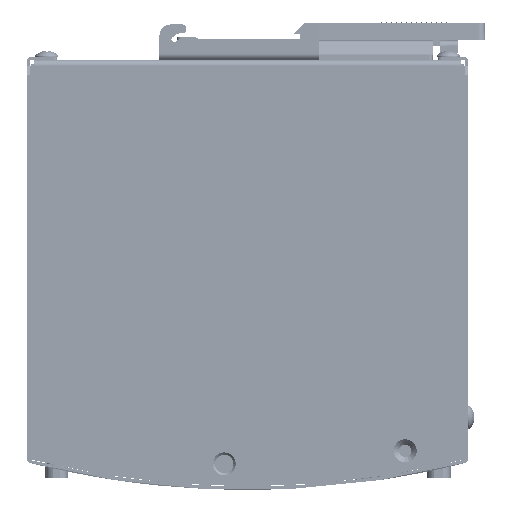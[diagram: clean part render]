
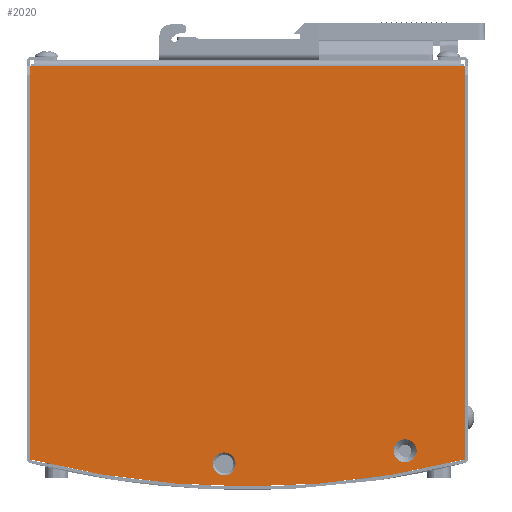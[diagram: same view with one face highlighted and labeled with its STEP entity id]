
A CAD part, left-side view. The second image highlights one B-rep face of the part: STEP entity #2020.
In plain terms, the highlighted planar face has unit normal (-1, 0, 0).
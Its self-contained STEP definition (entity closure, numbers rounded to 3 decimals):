
#521=DIRECTION('',(0.,1.,0.));
#522=VECTOR('',#521,120.6);
#523=CARTESIAN_POINT('',(-35.,-60.3,-0.2));
#524=LINE('',#523,#522);
#525=CARTESIAN_POINT('',(-35.,0.,131.29));
#526=DIRECTION('',(1.,0.,0.));
#527=DIRECTION('',(0.,0.,-1.));
#528=AXIS2_PLACEMENT_3D('',#525,#526,#527);
#530=DIRECTION('',(0.,0.,1.));
#531=VECTOR('',#530,110.878);
#532=CARTESIAN_POINT('',(-35.,61.3,-111.078));
#533=LINE('',#532,#531);
#534=DIRECTION('',(0.,-1.,0.));
#535=VECTOR('',#534,1.);
#536=CARTESIAN_POINT('',(-35.,-60.3,-0.2));
#537=LINE('',#536,#535);
#538=DIRECTION('',(0.,0.,-1.));
#539=VECTOR('',#538,110.878);
#540=CARTESIAN_POINT('',(-35.,-61.3,-0.2));
#541=LINE('',#540,#539);
#542=CARTESIAN_POINT('',(-35.,0.,131.29));
#543=DIRECTION('',(1.,0.,0.));
#544=DIRECTION('',(0.,-0.245,-0.969));
#545=AXIS2_PLACEMENT_3D('',#542,#543,#544);
#547=CARTESIAN_POINT('',(-35.,6.55,-112.35));
#548=DIRECTION('',(-1.,0.,0.));
#549=DIRECTION('',(0.,1.,0.));
#550=AXIS2_PLACEMENT_3D('',#547,#548,#549);
#552=CARTESIAN_POINT('',(-35.,6.55,-112.35));
#553=DIRECTION('',(-1.,0.,0.));
#554=DIRECTION('',(0.,0.,-1.));
#555=AXIS2_PLACEMENT_3D('',#552,#553,#554);
#557=CARTESIAN_POINT('',(-35.,6.55,-112.35));
#558=DIRECTION('',(-1.,0.,0.));
#559=DIRECTION('',(0.,-1.,0.));
#560=AXIS2_PLACEMENT_3D('',#557,#558,#559);
#562=CARTESIAN_POINT('',(-35.,6.55,-112.35));
#563=DIRECTION('',(-1.,0.,0.));
#564=DIRECTION('',(0.,0.,1.));
#565=AXIS2_PLACEMENT_3D('',#562,#563,#564);
#567=CARTESIAN_POINT('',(-35.,-44.44,-108.65));
#568=DIRECTION('',(-1.,0.,0.));
#569=DIRECTION('',(0.,0.,1.));
#570=AXIS2_PLACEMENT_3D('',#567,#568,#569);
#572=CARTESIAN_POINT('',(-35.,-44.44,-108.65));
#573=DIRECTION('',(-1.,0.,0.));
#574=DIRECTION('',(0.,0.,-1.));
#575=AXIS2_PLACEMENT_3D('',#572,#573,#574);
#649=DIRECTION('',(0.,1.,0.));
#650=VECTOR('',#649,1.);
#651=CARTESIAN_POINT('',(-35.,60.3,-0.2));
#652=LINE('',#651,#650);
#1465=CARTESIAN_POINT('',(-35.,60.3,-0.2));
#1466=VERTEX_POINT('',#1465);
#1467=CARTESIAN_POINT('',(-35.,-60.3,-0.2));
#1468=VERTEX_POINT('',#1467);
#1651=CARTESIAN_POINT('',(-35.,61.3,-111.078));
#1652=VERTEX_POINT('',#1651);
#1653=CARTESIAN_POINT('',(-35.,0.,-118.71));
#1654=VERTEX_POINT('',#1653);
#1655=CARTESIAN_POINT('',(-35.,61.3,-0.2));
#1656=VERTEX_POINT('',#1655);
#1657=CARTESIAN_POINT('',(-35.,-61.3,-0.2));
#1658=VERTEX_POINT('',#1657);
#1659=CARTESIAN_POINT('',(-35.,-61.3,-111.078));
#1660=VERTEX_POINT('',#1659);
#1661=CARTESIAN_POINT('',(-35.,6.55,-115.6));
#1662=CARTESIAN_POINT('',(-35.,3.3,-112.35));
#1663=VERTEX_POINT('',#1661);
#1664=VERTEX_POINT('',#1662);
#1665=CARTESIAN_POINT('',(-35.,9.8,-112.35));
#1666=VERTEX_POINT('',#1665);
#1667=CARTESIAN_POINT('',(-35.,6.55,-109.1));
#1668=VERTEX_POINT('',#1667);
#1669=CARTESIAN_POINT('',(-35.,-44.44,-105.4));
#1670=CARTESIAN_POINT('',(-35.,-44.44,-111.9));
#1671=VERTEX_POINT('',#1669);
#1672=VERTEX_POINT('',#1670);
#1984=CARTESIAN_POINT('',(-35.,60.3,1.5));
#1985=DIRECTION('',(-1.,0.,0.));
#1986=DIRECTION('',(0.,1.,0.));
#1987=AXIS2_PLACEMENT_3D('',#1984,#1985,#1986);
#1988=PLANE('',#1987);
#1990=ORIENTED_EDGE('',*,*,#1989,.T.);
#1992=ORIENTED_EDGE('',*,*,#1991,.T.);
#1994=ORIENTED_EDGE('',*,*,#1993,.F.);
#1995=ORIENTED_EDGE('',*,*,#1979,.F.);
#1997=ORIENTED_EDGE('',*,*,#1996,.T.);
#1999=ORIENTED_EDGE('',*,*,#1998,.T.);
#2001=ORIENTED_EDGE('',*,*,#2000,.T.);
#2002=EDGE_LOOP('',(#1990,#1992,#1994,#1995,#1997,#1999,#2001));
#2003=FACE_OUTER_BOUND('',#2002,.F.);
#2005=ORIENTED_EDGE('',*,*,#2004,.T.);
#2007=ORIENTED_EDGE('',*,*,#2006,.T.);
#2009=ORIENTED_EDGE('',*,*,#2008,.T.);
#2011=ORIENTED_EDGE('',*,*,#2010,.T.);
#2012=EDGE_LOOP('',(#2005,#2007,#2009,#2011));
#2013=FACE_BOUND('',#2012,.F.);
#2015=ORIENTED_EDGE('',*,*,#2014,.T.);
#2017=ORIENTED_EDGE('',*,*,#2016,.T.);
#2018=EDGE_LOOP('',(#2015,#2017));
#2019=FACE_BOUND('',#2018,.F.);
#529=CIRCLE('',#528,250.);
#546=CIRCLE('',#545,250.);
#551=CIRCLE('',#550,3.25);
#556=CIRCLE('',#555,3.25);
#561=CIRCLE('',#560,3.25);
#566=CIRCLE('',#565,3.25);
#571=CIRCLE('',#570,3.25);
#576=CIRCLE('',#575,3.25);
#1979=EDGE_CURVE('',#1468,#1466,#524,.T.);
#1989=EDGE_CURVE('',#1654,#1652,#529,.T.);
#1991=EDGE_CURVE('',#1652,#1656,#533,.T.);
#1993=EDGE_CURVE('',#1466,#1656,#652,.T.);
#1996=EDGE_CURVE('',#1468,#1658,#537,.T.);
#1998=EDGE_CURVE('',#1658,#1660,#541,.T.);
#2000=EDGE_CURVE('',#1660,#1654,#546,.T.);
#2004=EDGE_CURVE('',#1666,#1663,#551,.T.);
#2006=EDGE_CURVE('',#1663,#1664,#556,.T.);
#2008=EDGE_CURVE('',#1664,#1668,#561,.T.);
#2010=EDGE_CURVE('',#1668,#1666,#566,.T.);
#2014=EDGE_CURVE('',#1671,#1672,#571,.T.);
#2016=EDGE_CURVE('',#1672,#1671,#576,.T.);
#2020=ADVANCED_FACE('',(#2003,#2013,#2019),#1988,.T.);
